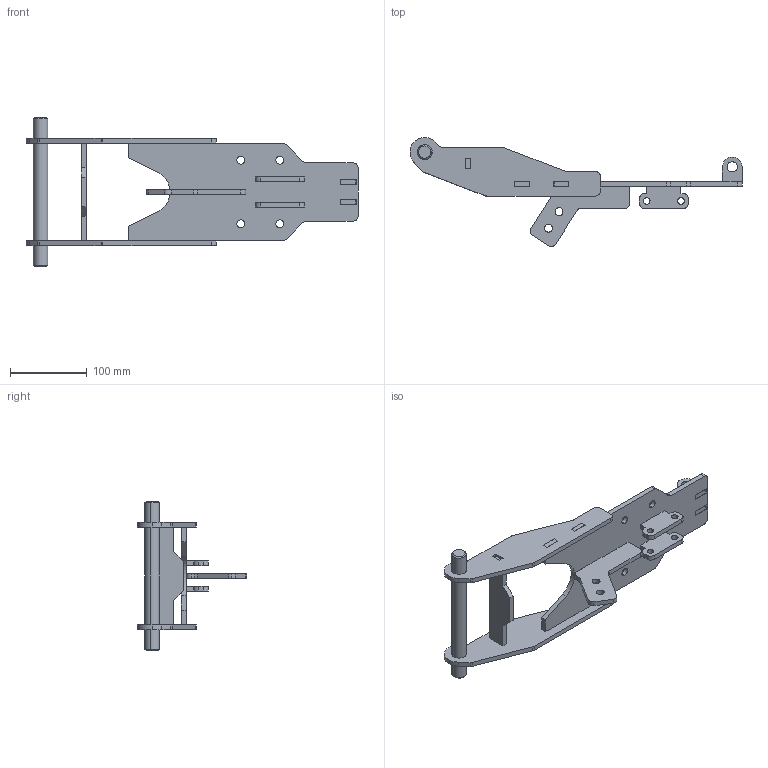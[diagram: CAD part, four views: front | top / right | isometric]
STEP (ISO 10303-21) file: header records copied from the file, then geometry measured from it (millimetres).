
FILE_DESCRIPTION (( 'STEP AP214' ), '1' );
FILE_NAME ('AE054117.STEP', '2025-01-17T16:01:33', ( '' ), ( '' ), 'SwSTEP 2.0', 'SolidWorks 2022', '' );
FILE_SCHEMA (( 'AUTOMOTIVE_DESIGN' ));
Length unit declared in the file: inch
Products named in the file (8): AE054117-001_001; AE054117-003_001; AE054117; AE054117-006_001; AE054117-004_001; AE054117-002_001; AE054117-007_001; AE054117-005_001
Assembly tree (10 placements, depth 2):
  AE054117
    AE054117-001_001
    AE054117-002_001
    AE054117-003_001  x2
    AE054117-004_001  x2
    AE054117-005_001
    AE054117-006_001  x2
    AE054117-007_001
Bounding box: 431.8 x 141.77 x 193.68 mm (x, y, z)
Volume: 465219.6 mm3; surface area: 169613.5 mm2
Topology: 10 solids, 10 shells, 256 faces, 704 edges, 468 vertices
Faces by surface type: plane 180, cylinder 72, cone 4
Entity records: 6461 total; most frequent: CARTESIAN_POINT 1069, ORIENTED_EDGE 1042, DIRECTION 1029, EDGE_CURVE 521, LINE 417, VECTOR 417, VERTEX_POINT 346, AXIS2_PLACEMENT_3D 306
